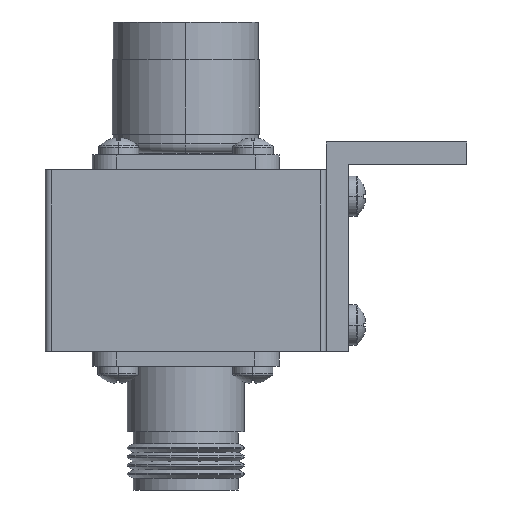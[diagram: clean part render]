
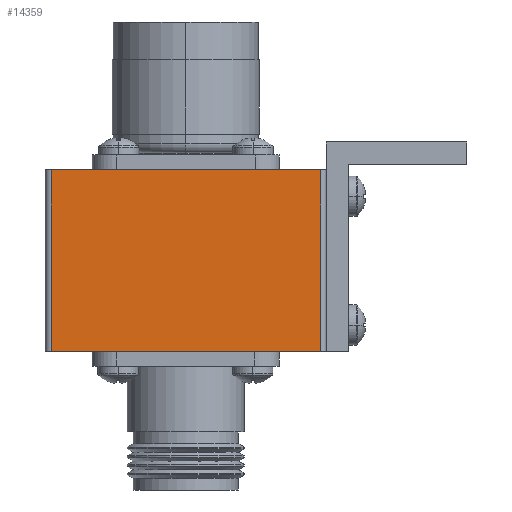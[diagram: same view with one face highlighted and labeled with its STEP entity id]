
A CAD part, front view. The second image highlights one B-rep face of the part: STEP entity #14359.
In plain terms, the highlighted planar face has unit normal (0, -1, 0).
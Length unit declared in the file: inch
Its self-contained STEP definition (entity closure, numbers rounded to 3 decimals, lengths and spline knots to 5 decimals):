
#765 = CARTESIAN_POINT ( 'NONE',  ( 0.03, 0., 0. ) ) ;
#2681 = DIRECTION ( 'NONE',  ( 0., 0., -1. ) ) ;
#3051 = VERTEX_POINT ( 'NONE', #765 ) ;
#8648 = VERTEX_POINT ( 'NONE', #18955 ) ;
#8710 = DIRECTION ( 'NONE',  ( 1., 0., 0. ) ) ;
#9729 = EDGE_CURVE ( 'NONE', #53359, #8648, #46125, .T. ) ;
#11304 = EDGE_LOOP ( 'NONE', ( #63245, #33503, #28486, #55831 ) ) ;
#14359 = ADVANCED_FACE ( 'NONE', ( #40449 ), #56437, .F. ) ;
#16021 = DIRECTION ( 'NONE',  ( 0., 0., 1. ) ) ;
#16060 = EDGE_CURVE ( 'NONE', #40863, #3051, #71480, .T. ) ;
#16816 = CARTESIAN_POINT ( 'NONE',  ( 0., 0., 0.97 ) ) ;
#18955 = CARTESIAN_POINT ( 'NONE',  ( 1.47, 0., 0.97 ) ) ;
#22649 = VECTOR ( 'NONE', #29663, 39.37008 ) ;
#26186 = LINE ( 'NONE', #51711, #22649 ) ;
#26929 = CARTESIAN_POINT ( 'NONE',  ( 1.47, 0., 0.97 ) ) ;
#28486 = ORIENTED_EDGE ( 'NONE', *, *, #67407, .F. ) ;
#28599 = VECTOR ( 'NONE', #16021, 39.37008 ) ;
#29663 = DIRECTION ( 'NONE',  ( 1., 0., 0. ) ) ;
#29902 = CARTESIAN_POINT ( 'NONE',  ( 1.47, 0., 0. ) ) ;
#33503 = ORIENTED_EDGE ( 'NONE', *, *, #9729, .T. ) ;
#35145 = LINE ( 'NONE', #69771, #38691 ) ;
#38316 = AXIS2_PLACEMENT_3D ( 'NONE', #16816, #45635, #62021 ) ;
#38691 = VECTOR ( 'NONE', #8710, 39.37008 ) ;
#40449 = FACE_OUTER_BOUND ( 'NONE', #11304, .T. ) ;
#40863 = VERTEX_POINT ( 'NONE', #53400 ) ;
#45452 = EDGE_CURVE ( 'NONE', #3051, #53359, #26186, .T. ) ;
#45635 = DIRECTION ( 'NONE',  ( 0., 1., 0. ) ) ;
#46125 = LINE ( 'NONE', #26929, #28599 ) ;
#47425 = CARTESIAN_POINT ( 'NONE',  ( 0.03, 0., 0.97 ) ) ;
#51711 = CARTESIAN_POINT ( 'NONE',  ( 0., 0., 0. ) ) ;
#53359 = VERTEX_POINT ( 'NONE', #29902 ) ;
#53400 = CARTESIAN_POINT ( 'NONE',  ( 0.03, 0., 0.97 ) ) ;
#55831 = ORIENTED_EDGE ( 'NONE', *, *, #16060, .T. ) ;
#56437 = PLANE ( 'NONE',  #38316 ) ;
#62021 = DIRECTION ( 'NONE',  ( 0., 0., 1. ) ) ;
#63245 = ORIENTED_EDGE ( 'NONE', *, *, #45452, .T. ) ;
#67407 = EDGE_CURVE ( 'NONE', #40863, #8648, #35145, .T. ) ;
#68942 = VECTOR ( 'NONE', #2681, 39.37008 ) ;
#69771 = CARTESIAN_POINT ( 'NONE',  ( 0., 0., 0.97 ) ) ;
#71480 = LINE ( 'NONE', #47425, #68942 ) ;
